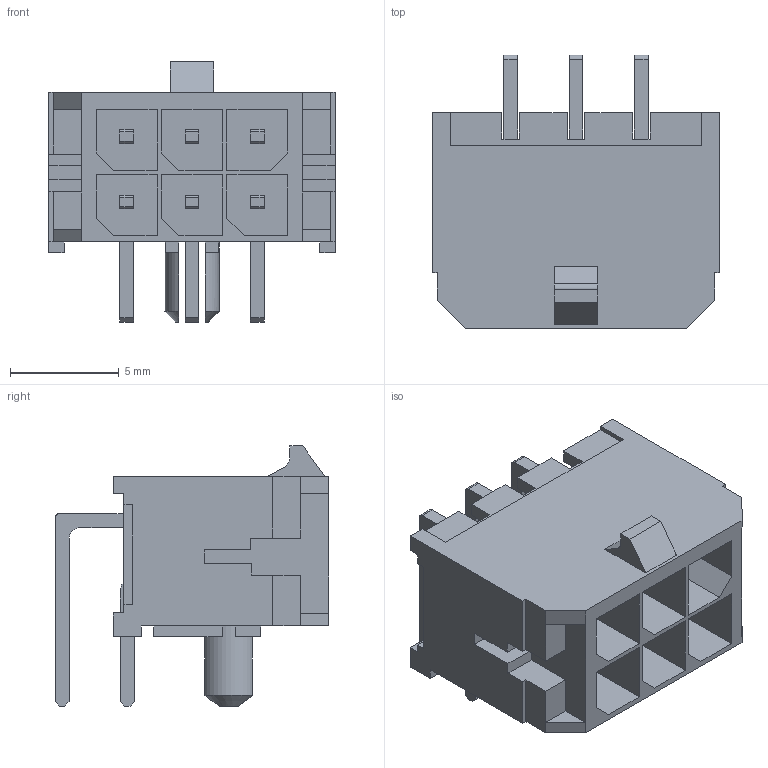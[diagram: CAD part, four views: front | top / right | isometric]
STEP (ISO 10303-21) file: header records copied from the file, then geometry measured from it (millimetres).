
FILE_DESCRIPTION (( 'STEP AP214' ), '1' );
FILE_NAME ('CONN-TH_430450601.step', '2022-08-03T17:12:07', ( '' ), ( '' ), 'SwSTEP 2.0', 'SolidWorks 2020', '' );
FILE_SCHEMA (( 'AUTOMOTIVE_DESIGN' ));
Length unit declared in the file: millimetre
Products named in the file (1): CONN-TH_430450601
Bounding box: 13.15 x 12.57 x 11.95 mm (x, y, z)
Volume: 566.8 mm3; surface area: 1230.1 mm2
Topology: 14 solids, 14 shells, 549 faces, 1470 edges, 977 vertices
Faces by surface type: plane 416, bspline 114, cylinder 16, cone 3
Entity records: 22780 total; most frequent: CARTESIAN_POINT 5379, ORIENTED_EDGE 2940, DIRECTION 2145, EDGE_CURVE 1470, VECTOR 1195, LINE 1195, VERTEX_POINT 977, EDGE_LOOP 589
